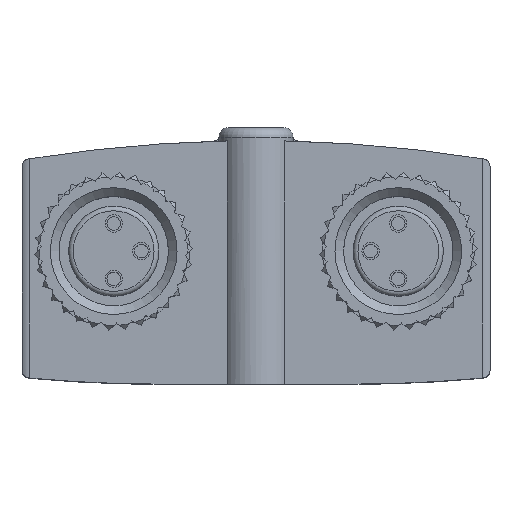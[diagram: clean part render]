
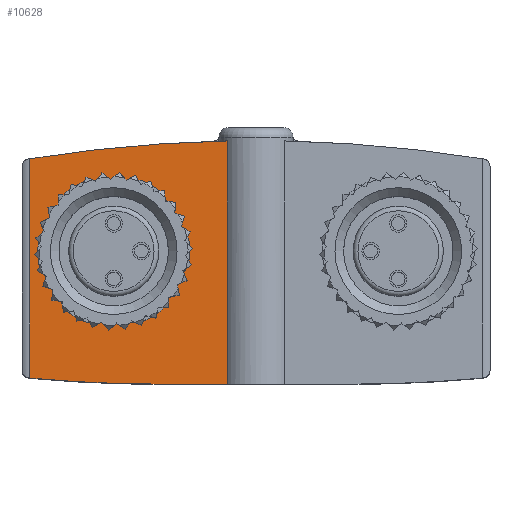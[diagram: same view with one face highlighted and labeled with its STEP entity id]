
A CAD part, top view. The second image highlights one B-rep face of the part: STEP entity #10628.
In plain terms, the highlighted face is planar.
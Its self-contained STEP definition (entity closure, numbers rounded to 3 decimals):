
#249=LINE('',#14930,#842);
#250=LINE('',#14935,#843);
#251=LINE('',#14937,#844);
#842=VECTOR('',#12337,1000.);
#843=VECTOR('',#12340,1000.);
#844=VECTOR('',#12341,1000.);
#1306=PLANE('',#11219);
#1669=CIRCLE('',#11220,2.95);
#1670=CIRCLE('',#11221,90.);
#1671=CIRCLE('',#11222,90.);
#2284=ORIENTED_EDGE('',*,*,#4432,.F.);
#2285=ORIENTED_EDGE('',*,*,#4433,.T.);
#2286=ORIENTED_EDGE('',*,*,#4434,.F.);
#2287=ORIENTED_EDGE('',*,*,#4435,.F.);
#2288=ORIENTED_EDGE('',*,*,#4436,.F.);
#2289=ORIENTED_EDGE('',*,*,#4437,.F.);
#4432=EDGE_CURVE('',#5467,#5467,#1669,.F.);
#4433=EDGE_CURVE('',#5468,#5469,#249,.T.);
#4434=EDGE_CURVE('',#5470,#5469,#1670,.T.);
#4435=EDGE_CURVE('',#5471,#5470,#250,.T.);
#4436=EDGE_CURVE('',#5472,#5471,#251,.T.);
#4437=EDGE_CURVE('',#5468,#5472,#1671,.T.);
#5467=VERTEX_POINT('',#14929);
#5468=VERTEX_POINT('',#14931);
#5469=VERTEX_POINT('',#14932);
#5470=VERTEX_POINT('',#14934);
#5471=VERTEX_POINT('',#14936);
#5472=VERTEX_POINT('',#14938);
#6235=EDGE_LOOP('',(#2284));
#6236=EDGE_LOOP('',(#2285,#2286,#2287,#2288,#2289));
#6763=FACE_BOUND('',#6235,.T.);
#6764=FACE_BOUND('',#6236,.T.);
#10628=ADVANCED_FACE('',(#6763,#6764),#1306,.F.);
#11219=AXIS2_PLACEMENT_3D('',#14927,#12333,#12334);
#11220=AXIS2_PLACEMENT_3D('',#14928,#12335,#12336);
#11221=AXIS2_PLACEMENT_3D('',#14933,#12338,#12339);
#11222=AXIS2_PLACEMENT_3D('',#14939,#12342,#12343);
#12333=DIRECTION('',(0.,0.,1.));
#12334=DIRECTION('',(1.,0.,0.));
#12335=DIRECTION('',(0.,0.,1.));
#12336=DIRECTION('',(1.,0.,0.));
#12337=DIRECTION('',(0.,-1.,0.));
#12338=DIRECTION('',(0.,0.,1.));
#12339=DIRECTION('',(1.,0.,0.));
#12340=DIRECTION('',(1.,0.,0.));
#12341=DIRECTION('',(0.,-1.,0.));
#12342=DIRECTION('',(0.,0.,1.));
#12343=DIRECTION('',(1.,0.,0.));
#14927=CARTESIAN_POINT('',(-14.3,5.35,0.));
#14928=CARTESIAN_POINT('',(9.,0.,0.));
#14929=CARTESIAN_POINT('',(11.95,0.,0.));
#14930=CARTESIAN_POINT('',(14.3,7.6,0.));
#14931=CARTESIAN_POINT('',(14.3,5.857,0.));
#14932=CARTESIAN_POINT('',(14.3,-8.016,0.));
#14933=CARTESIAN_POINT('',(6.,81.6,0.));
#14934=CARTESIAN_POINT('',(6.,-8.4,0.));
#14935=CARTESIAN_POINT('',(-6.,-8.4,0.));
#14936=CARTESIAN_POINT('',(1.809,-8.4,0.));
#14937=CARTESIAN_POINT('',(1.809,-8.4,0.));
#14938=CARTESIAN_POINT('',(1.809,6.982,0.));
#14939=CARTESIAN_POINT('',(0.,-83.,0.));
